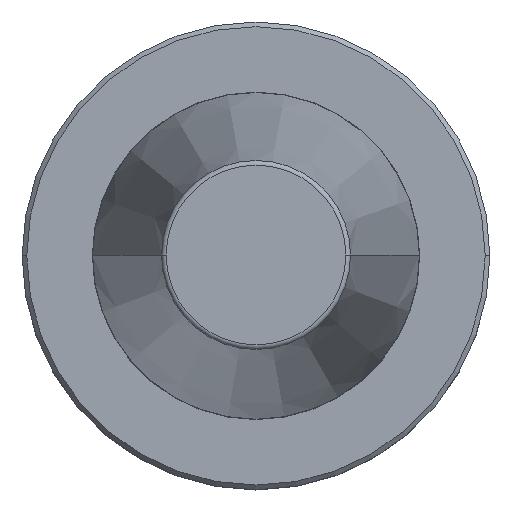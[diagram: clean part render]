
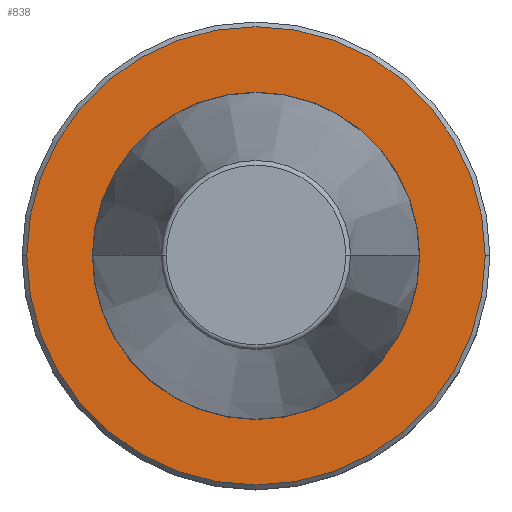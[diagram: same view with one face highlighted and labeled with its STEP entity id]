
A CAD part, top view. The second image highlights one B-rep face of the part: STEP entity #838.
In plain terms, the highlighted planar face has unit normal (0, 0, 1).
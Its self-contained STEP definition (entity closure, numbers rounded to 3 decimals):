
#8 = CIRCLE ( 'NONE', #531, 35. ) ;
#48 = CARTESIAN_POINT ( 'NONE',  ( 49., 0., -3. ) ) ;
#63 = AXIS2_PLACEMENT_3D ( 'NONE', #870, #336, #426 ) ;
#81 = DIRECTION ( 'NONE',  ( 0., 0., 1. ) ) ;
#121 = DIRECTION ( 'NONE',  ( 1., 0., 0. ) ) ;
#192 = CARTESIAN_POINT ( 'NONE',  ( -49., 0., -3. ) ) ;
#193 = EDGE_LOOP ( 'NONE', ( #599, #929 ) ) ;
#225 = VERTEX_POINT ( 'NONE', #48 ) ;
#262 = PLANE ( 'NONE',  #63 ) ;
#268 = EDGE_CURVE ( 'NONE', #912, #747, #8, .T. ) ;
#296 = DIRECTION ( 'NONE',  ( 0., 0., 1. ) ) ;
#307 = EDGE_CURVE ( 'NONE', #747, #912, #989, .T. ) ;
#310 = DIRECTION ( 'NONE',  ( 1., 0., 0. ) ) ;
#314 = EDGE_CURVE ( 'NONE', #401, #225, #544, .T. ) ;
#325 = ORIENTED_EDGE ( 'NONE', *, *, #628, .T. ) ;
#336 = DIRECTION ( 'NONE',  ( 0., 0., -1. ) ) ;
#360 = CARTESIAN_POINT ( 'NONE',  ( 0., 0., -3. ) ) ;
#367 = DIRECTION ( 'NONE',  ( 1., 0., 0. ) ) ;
#378 = FACE_BOUND ( 'NONE', #193, .T. ) ;
#379 = CARTESIAN_POINT ( 'NONE',  ( 0., 0., -3. ) ) ;
#401 = VERTEX_POINT ( 'NONE', #192 ) ;
#402 = DIRECTION ( 'NONE',  ( 1., 0., 0. ) ) ;
#426 = DIRECTION ( 'NONE',  ( -1., 0., 0. ) ) ;
#531 = AXIS2_PLACEMENT_3D ( 'NONE', #915, #773, #402 ) ;
#544 = CIRCLE ( 'NONE', #862, 49. ) ;
#564 = CARTESIAN_POINT ( 'NONE',  ( 35., 0., -3. ) ) ;
#577 = CARTESIAN_POINT ( 'NONE',  ( -35., 0., -3. ) ) ;
#599 = ORIENTED_EDGE ( 'NONE', *, *, #268, .F. ) ;
#604 = CARTESIAN_POINT ( 'NONE',  ( 0., 0., -3. ) ) ;
#628 = EDGE_CURVE ( 'NONE', #225, #401, #651, .T. ) ;
#651 = CIRCLE ( 'NONE', #753, 49. ) ;
#680 = AXIS2_PLACEMENT_3D ( 'NONE', #360, #81, #310 ) ;
#687 = EDGE_LOOP ( 'NONE', ( #750, #325 ) ) ;
#747 = VERTEX_POINT ( 'NONE', #577 ) ;
#750 = ORIENTED_EDGE ( 'NONE', *, *, #314, .T. ) ;
#753 = AXIS2_PLACEMENT_3D ( 'NONE', #604, #960, #367 ) ;
#764 = FACE_OUTER_BOUND ( 'NONE', #687, .T. ) ;
#773 = DIRECTION ( 'NONE',  ( 0., 0., 1. ) ) ;
#838 = ADVANCED_FACE ( 'NONE', ( #378, #764 ), #262, .F. ) ;
#862 = AXIS2_PLACEMENT_3D ( 'NONE', #379, #296, #121 ) ;
#870 = CARTESIAN_POINT ( 'NONE',  ( 0., 35., -3. ) ) ;
#912 = VERTEX_POINT ( 'NONE', #564 ) ;
#915 = CARTESIAN_POINT ( 'NONE',  ( 0., 0., -3. ) ) ;
#929 = ORIENTED_EDGE ( 'NONE', *, *, #307, .F. ) ;
#960 = DIRECTION ( 'NONE',  ( 0., 0., 1. ) ) ;
#989 = CIRCLE ( 'NONE', #680, 35. ) ;
